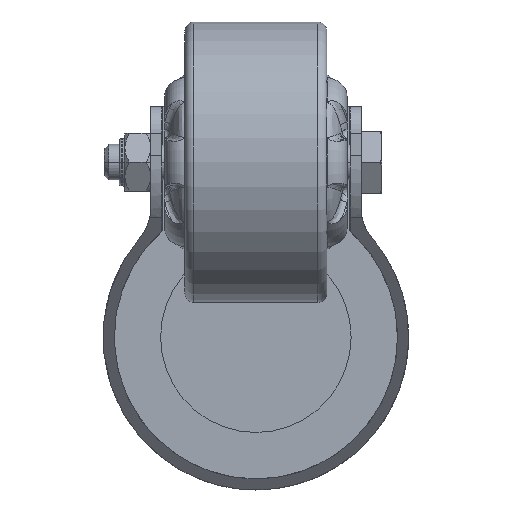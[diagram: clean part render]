
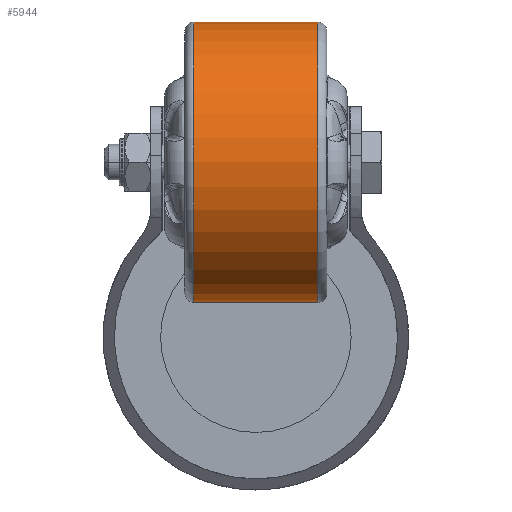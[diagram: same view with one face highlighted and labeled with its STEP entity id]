
A CAD part, front view. The second image highlights one B-rep face of the part: STEP entity #5944.
In plain terms, the highlighted cylindrical face has radius 31.65 mm (diameter 63.3 mm), a partial arc.
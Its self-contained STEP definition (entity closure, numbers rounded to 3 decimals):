
#957 = VECTOR ( 'NONE', #9765, 1000. ) ;
#1632 = DIRECTION ( 'NONE',  ( -1., 0., 0. ) ) ;
#1918 = CARTESIAN_POINT ( 'NONE',  ( 14., 0., 31.65 ) ) ;
#3376 = VERTEX_POINT ( 'NONE', #17325 ) ;
#3708 = LINE ( 'NONE', #9396, #957 ) ;
#3815 = ORIENTED_EDGE ( 'NONE', *, *, #4214, .T. ) ;
#3860 = EDGE_LOOP ( 'NONE', ( #5906, #3815, #16321, #6846 ) ) ;
#4214 = EDGE_CURVE ( 'NONE', #10936, #14278, #16942, .T. ) ;
#4590 = LINE ( 'NONE', #12877, #12672 ) ;
#5072 = EDGE_CURVE ( 'NONE', #6111, #3376, #6878, .T. ) ;
#5316 = EDGE_CURVE ( 'NONE', #10936, #3376, #3708, .T. ) ;
#5906 = ORIENTED_EDGE ( 'NONE', *, *, #5316, .F. ) ;
#5944 = ADVANCED_FACE ( 'NONE', ( #14647 ), #7422, .T. ) ;
#6081 = CARTESIAN_POINT ( 'NONE',  ( 14., 0., -31.65 ) ) ;
#6111 = VERTEX_POINT ( 'NONE', #7739 ) ;
#6355 = DIRECTION ( 'NONE',  ( 0., 0., -1. ) ) ;
#6846 = ORIENTED_EDGE ( 'NONE', *, *, #5072, .T. ) ;
#6878 = CIRCLE ( 'NONE', #9242, 31.65 ) ;
#7422 = CYLINDRICAL_SURFACE ( 'NONE', #10449, 31.65 ) ;
#7466 = CARTESIAN_POINT ( 'NONE',  ( -14., 0., 0. ) ) ;
#7739 = CARTESIAN_POINT ( 'NONE',  ( -14., 0., 31.65 ) ) ;
#9242 = AXIS2_PLACEMENT_3D ( 'NONE', #7466, #11643, #15920 ) ;
#9396 = CARTESIAN_POINT ( 'NONE',  ( 16., 0., -31.65 ) ) ;
#9765 = DIRECTION ( 'NONE',  ( -1., 0., 0. ) ) ;
#10449 = AXIS2_PLACEMENT_3D ( 'NONE', #14284, #1632, #13079 ) ;
#10936 = VERTEX_POINT ( 'NONE', #6081 ) ;
#11643 = DIRECTION ( 'NONE',  ( 1., 0., 0. ) ) ;
#11667 = DIRECTION ( 'NONE',  ( -1., 0., 0. ) ) ;
#11840 = DIRECTION ( 'NONE',  ( -1., 0., 0. ) ) ;
#12222 = AXIS2_PLACEMENT_3D ( 'NONE', #14811, #11840, #6355 ) ;
#12672 = VECTOR ( 'NONE', #11667, 1000. ) ;
#12877 = CARTESIAN_POINT ( 'NONE',  ( 16., 0., 31.65 ) ) ;
#13079 = DIRECTION ( 'NONE',  ( 0., 0., 1. ) ) ;
#14278 = VERTEX_POINT ( 'NONE', #1918 ) ;
#14284 = CARTESIAN_POINT ( 'NONE',  ( 16., 0., 0. ) ) ;
#14647 = FACE_OUTER_BOUND ( 'NONE', #3860, .T. ) ;
#14656 = EDGE_CURVE ( 'NONE', #14278, #6111, #4590, .T. ) ;
#14811 = CARTESIAN_POINT ( 'NONE',  ( 14., 0., 0. ) ) ;
#15920 = DIRECTION ( 'NONE',  ( 0., 0., -1. ) ) ;
#16321 = ORIENTED_EDGE ( 'NONE', *, *, #14656, .T. ) ;
#16942 = CIRCLE ( 'NONE', #12222, 31.65 ) ;
#17325 = CARTESIAN_POINT ( 'NONE',  ( -14., 0., -31.65 ) ) ;
